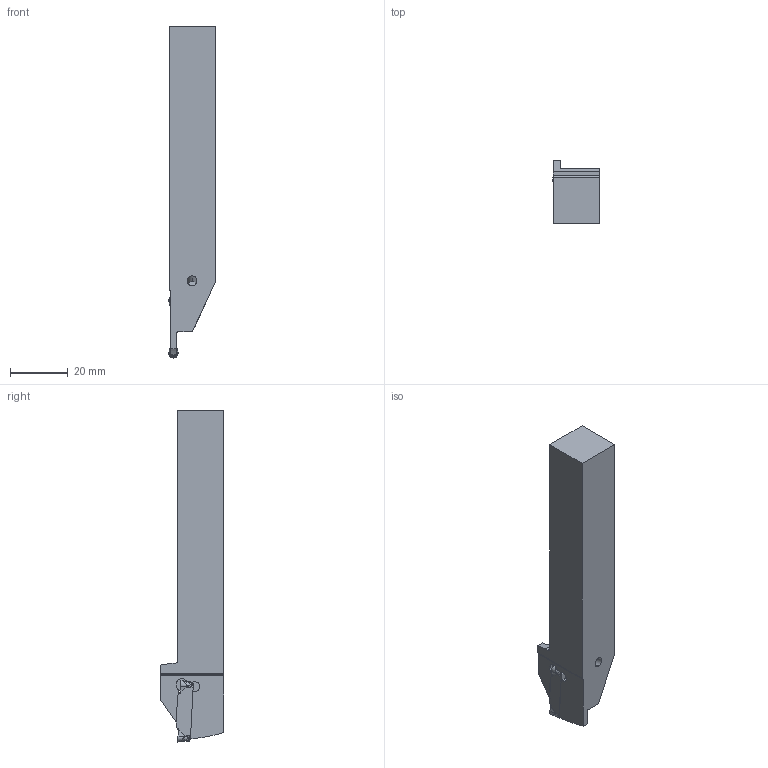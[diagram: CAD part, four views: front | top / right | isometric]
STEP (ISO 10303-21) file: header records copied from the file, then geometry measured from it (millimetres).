
FILE_DESCRIPTION(/* description */ (''),/* implementation_level */ '2;1');
FILE_NAME(/* name */ 'GYSRUS10B00-F17_CW0_125_IR0_063.stp',/* time_stamp */ '2023-03-20T14:55:18+09:00',/* author */ (''),/* organization */ (''),/* preprocessor_version */ 'ST-DEVELOPER v16',/* originating_system */ 'SIEMENS PLM Software NX 10.0',/* authorisation */ '');
FILE_SCHEMA (('AUTOMOTIVE_DESIGN { 1 0 10303 214 3 1 1 1 }'));
Length unit declared in the file: millimetre
Products named in the file (1): GYSRUS10B00-F17_CW0_125_IR0_063_ASM
Bounding box: 15.96 x 21.88 x 114.5 mm (x, y, z)
Volume: 25356.5 mm3; surface area: 7943.7 mm2
Topology: 2 solids, 2 shells, 197 faces, 591 edges, 420 vertices
Faces by surface type: cylinder 62, bspline 56, plane 55, cone 14, torus 8, sphere 2
Entity records: 11410 total; most frequent: CARTESIAN_POINT 6642, ORIENTED_EDGE 1134, DIRECTION 730, EDGE_CURVE 567, VERTEX_POINT 375, AXIS2_PLACEMENT_3D 268, B_SPLINE_CURVE_WITH_KNOTS 262, EDGE_LOOP 200
